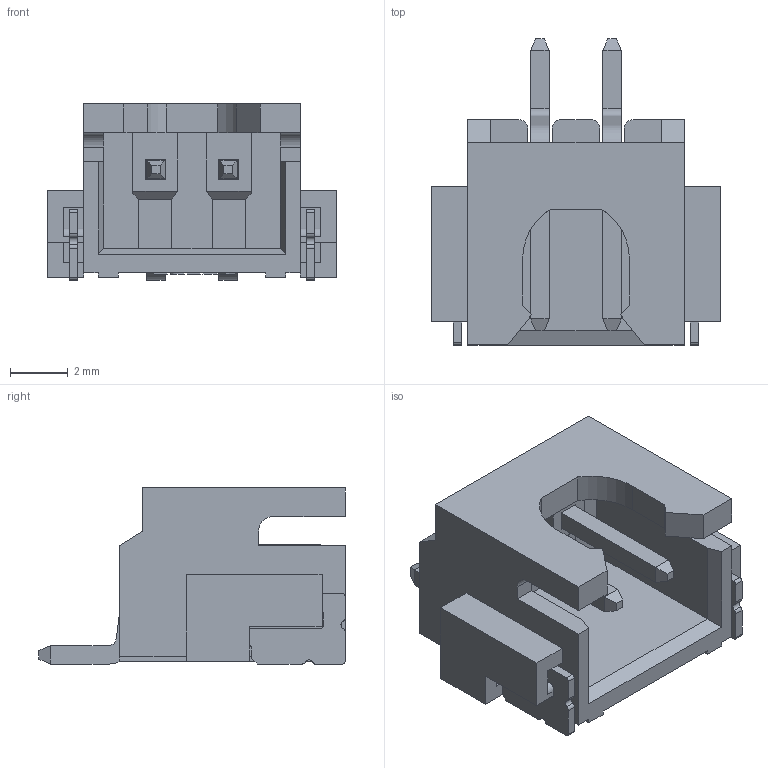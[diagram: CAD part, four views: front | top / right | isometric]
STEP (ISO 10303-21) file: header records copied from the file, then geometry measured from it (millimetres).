
FILE_DESCRIPTION(('FreeCAD Model'),'2;1');
FILE_NAME('Open CASCADE Shape Model','2023-02-06T16:26:56',(''),(''), 'Open CASCADE STEP processor 7.6','FreeCAD','Unknown');
FILE_SCHEMA(('AUTOMOTIVE_DESIGN { 1 0 10303 214 1 1 1 1 }'));
Length unit declared in the file: millimetre
Products named in the file (7): FPC1; CONN-SMD_2P-P2.50_DEALON_XH-2PWB_C2905024; SOLID; SOLID001; SOLID002; SOLID003; SOLID004
Assembly tree (6 placements, depth 3):
  FPC1
    CONN-SMD_2P-P2.50_DEALON_XH-2PWB_C2905024
      SOLID
      SOLID001
      SOLID002
      SOLID003
      SOLID004
Bounding box: 10 x 10.6 x 6.1 mm (x, y, z)
Volume: 170.9 mm3; surface area: 609.5 mm2
Topology: 5 solids, 5 shells, 329 faces, 900 edges, 588 vertices
Faces by surface type: plane 289, cylinder 40
Entity records: 24029 total; most frequent: CARTESIAN_POINT 3858, DIRECTION 3413, LINE 2540, VECTOR 2540, ORIENTED_EDGE 1800, PCURVE 1800, DEFINITIONAL_REPRESENTATION 1800, EDGE_CURVE 900
